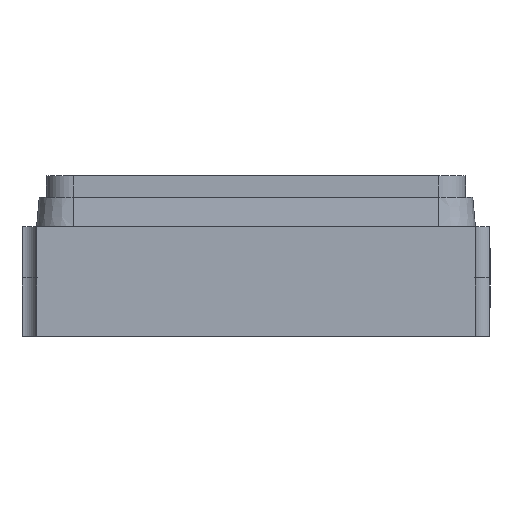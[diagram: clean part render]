
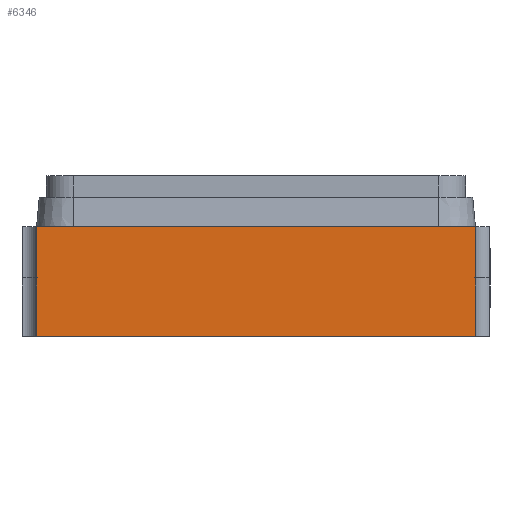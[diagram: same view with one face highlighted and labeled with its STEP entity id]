
A CAD part, front view. The second image highlights one B-rep face of the part: STEP entity #6346.
In plain terms, the highlighted planar face has unit normal (0, -1, 0).
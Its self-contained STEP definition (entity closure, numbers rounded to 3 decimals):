
#807=ORIENTED_EDGE('',*,*,#2117,.T.);
#808=ORIENTED_EDGE('',*,*,#1893,.F.);
#809=ORIENTED_EDGE('',*,*,#2118,.F.);
#810=ORIENTED_EDGE('',*,*,#2119,.F.);
#811=ORIENTED_EDGE('',*,*,#2120,.T.);
#812=ORIENTED_EDGE('',*,*,#2039,.T.);
#1893=EDGE_CURVE('',#2624,#2623,#3119,.T.);
#2039=EDGE_CURVE('',#2729,#2728,#3236,.T.);
#2117=EDGE_CURVE('',#2728,#2623,#3278,.T.);
#2118=EDGE_CURVE('',#2769,#2624,#3279,.T.);
#2119=EDGE_CURVE('',#2770,#2769,#3280,.T.);
#2120=EDGE_CURVE('',#2770,#2729,#3281,.T.);
#2623=VERTEX_POINT('',#8250);
#2624=VERTEX_POINT('',#8252);
#2728=VERTEX_POINT('',#8596);
#2729=VERTEX_POINT('',#8598);
#2769=VERTEX_POINT('',#8821);
#2770=VERTEX_POINT('',#8823);
#3119=LINE('',#8253,#3608);
#3236=LINE('',#8597,#3725);
#3278=LINE('',#8819,#3767);
#3279=LINE('',#8820,#3768);
#3280=LINE('',#8822,#3769);
#3281=LINE('',#8824,#3770);
#3608=VECTOR('',#7001,1000.);
#3725=VECTOR('',#7228,1000.);
#3767=VECTOR('',#7350,1000.);
#3768=VECTOR('',#7351,1000.);
#3769=VECTOR('',#7352,1000.);
#3770=VECTOR('',#7353,1000.);
#4139=EDGE_LOOP('',(#807,#808,#809,#810,#811,#812));
#4440=FACE_BOUND('',#4139,.T.);
#4729=PLANE('',#6676);
#6346=ADVANCED_FACE('',(#4440),#4729,.F.);
#6676=AXIS2_PLACEMENT_3D('',#8818,#7348,#7349);
#7001=DIRECTION('',(0.,0.,-1.));
#7228=DIRECTION('',(0.,0.,-1.));
#7348=DIRECTION('',(0.,1.,0.));
#7349=DIRECTION('',(0.,0.,1.));
#7350=DIRECTION('',(1.,0.,0.));
#7351=DIRECTION('',(0.,0.,-1.));
#7352=DIRECTION('',(1.,0.,0.));
#7353=DIRECTION('',(0.,0.,-1.));
#8250=CARTESIAN_POINT('',(1.5,-1.25,0.));
#8252=CARTESIAN_POINT('',(1.5,-1.25,0.4));
#8253=CARTESIAN_POINT('',(1.5,-1.25,0.75));
#8596=CARTESIAN_POINT('',(-1.5,-1.25,0.));
#8597=CARTESIAN_POINT('',(-1.5,-1.25,0.75));
#8598=CARTESIAN_POINT('',(-1.5,-1.25,0.4));
#8818=CARTESIAN_POINT('',(-1.5,-1.25,0.75));
#8819=CARTESIAN_POINT('',(-1.5,-1.25,0.));
#8820=CARTESIAN_POINT('',(1.5,-1.25,0.75));
#8821=CARTESIAN_POINT('',(1.5,-1.25,0.75));
#8822=CARTESIAN_POINT('',(-1.5,-1.25,0.75));
#8823=CARTESIAN_POINT('',(-1.5,-1.25,0.75));
#8824=CARTESIAN_POINT('',(-1.5,-1.25,0.75));
